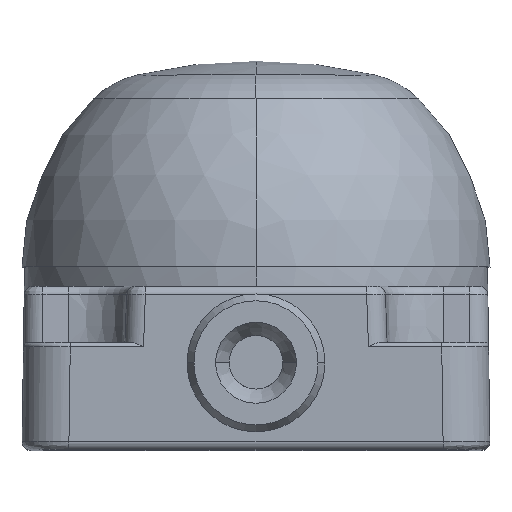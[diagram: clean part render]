
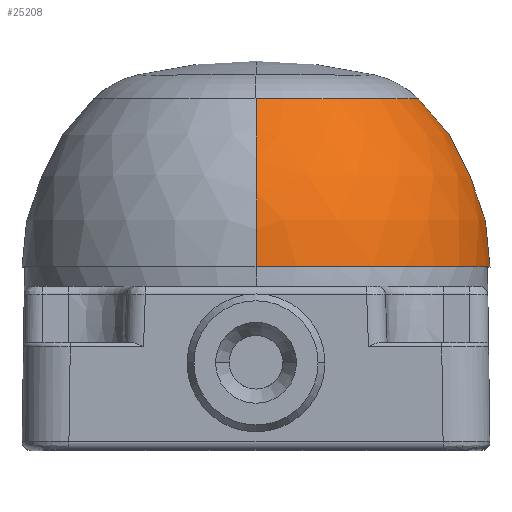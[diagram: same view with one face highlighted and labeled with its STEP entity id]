
A CAD part, top view. The second image highlights one B-rep face of the part: STEP entity #25208.
In plain terms, the highlighted spherical face has radius 25 mm.
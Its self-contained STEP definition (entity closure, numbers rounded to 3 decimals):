
#24093=CARTESIAN_POINT('',(0.,-4.045,0.));
#24094=DIRECTION('',(0.,1.,0.));
#24095=DIRECTION('',(0.,0.,1.));
#24096=AXIS2_PLACEMENT_3D('',#24093,#24094,#24095);
#24098=CARTESIAN_POINT('',(0.,-22.,0.));
#24099=DIRECTION('',(0.,-1.,0.));
#24100=DIRECTION('',(0.,0.,-1.));
#24101=AXIS2_PLACEMENT_3D('',#24098,#24099,#24100);
#24138=CARTESIAN_POINT('',(0.,-22.,0.));
#24139=DIRECTION('',(-1.,0.,0.));
#24140=DIRECTION('',(0.,0.,1.));
#24141=AXIS2_PLACEMENT_3D('',#24138,#24139,#24140);
#24148=CARTESIAN_POINT('',(0.,-22.,0.));
#24149=DIRECTION('',(1.,0.,0.));
#24150=DIRECTION('',(0.,0.,-1.));
#24151=AXIS2_PLACEMENT_3D('',#24148,#24149,#24150);
#25013=CARTESIAN_POINT('',(0.,-22.,-25.));
#25014=CARTESIAN_POINT('',(0.,-22.,25.));
#25015=VERTEX_POINT('',#25013);
#25016=VERTEX_POINT('',#25014);
#25175=CARTESIAN_POINT('',(0.,-4.045,17.396));
#25176=CARTESIAN_POINT('',(0.,-4.045,-17.396));
#25177=VERTEX_POINT('',#25175);
#25178=VERTEX_POINT('',#25176);
#25193=CARTESIAN_POINT('',(0.,-22.,0.));
#25194=DIRECTION('',(0.,-1.,0.));
#25195=DIRECTION('',(0.,0.,1.));
#25196=AXIS2_PLACEMENT_3D('',#25193,#25194,#25195);
#25197=SPHERICAL_SURFACE('',#25196,25.);
#25199=ORIENTED_EDGE('',*,*,#25198,.T.);
#25201=ORIENTED_EDGE('',*,*,#25200,.F.);
#25203=ORIENTED_EDGE('',*,*,#25202,.T.);
#25205=ORIENTED_EDGE('',*,*,#25204,.T.);
#25206=EDGE_LOOP('',(#25199,#25201,#25203,#25205));
#25207=FACE_OUTER_BOUND('',#25206,.F.);
#24097=CIRCLE('',#24096,17.396);
#24102=CIRCLE('',#24101,25.);
#24142=CIRCLE('',#24141,25.);
#24152=CIRCLE('',#24151,25.);
#25198=EDGE_CURVE('',#25177,#25178,#24097,.T.);
#25200=EDGE_CURVE('',#25015,#25178,#24152,.T.);
#25202=EDGE_CURVE('',#25015,#25016,#24102,.T.);
#25204=EDGE_CURVE('',#25016,#25177,#24142,.T.);
#25208=ADVANCED_FACE('',(#25207),#25197,.T.);
